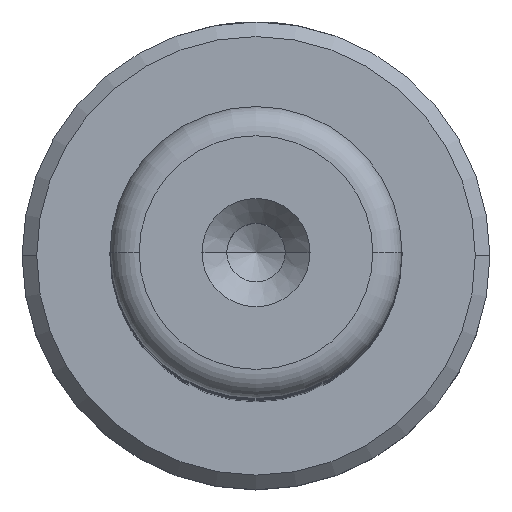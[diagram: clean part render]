
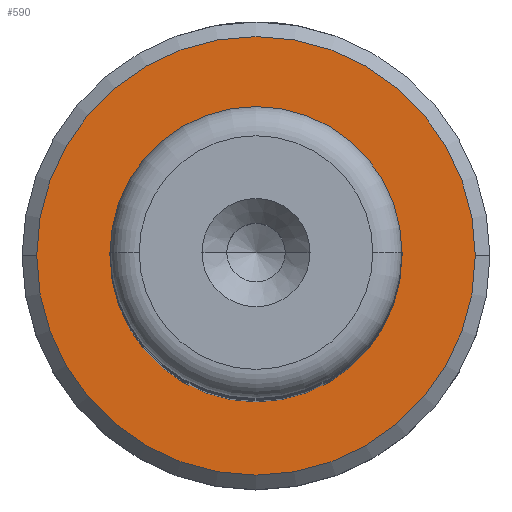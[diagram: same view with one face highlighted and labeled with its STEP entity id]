
A CAD part, top view. The second image highlights one B-rep face of the part: STEP entity #590.
In plain terms, the highlighted planar face has unit normal (0, 0, 1).
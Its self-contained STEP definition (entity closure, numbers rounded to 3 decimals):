
#17 = EDGE_CURVE ( 'NONE', #919, #805, #1222, .T. ) ;
#58 = CIRCLE ( 'NONE', #2441, 4.495 ) ;
#269 = AXIS2_PLACEMENT_3D ( 'NONE', #2123, #821, #2350 ) ;
#483 = CARTESIAN_POINT ( 'NONE',  ( -7.5, 0., 13. ) ) ;
#535 = DIRECTION ( 'NONE',  ( 0., 0., -1. ) ) ;
#588 = CARTESIAN_POINT ( 'NONE',  ( 7.5, 0., 13. ) ) ;
#590 = ADVANCED_FACE ( 'NONE', ( #983, #2717 ), #2618, .T. ) ;
#805 = VERTEX_POINT ( 'NONE', #1233 ) ;
#821 = DIRECTION ( 'NONE',  ( 0., 0., 1. ) ) ;
#847 = VERTEX_POINT ( 'NONE', #588 ) ;
#849 = CARTESIAN_POINT ( 'NONE',  ( 0., 0., 13. ) ) ;
#891 = CARTESIAN_POINT ( 'NONE',  ( 0., 0., 13. ) ) ;
#919 = VERTEX_POINT ( 'NONE', #1819 ) ;
#932 = ORIENTED_EDGE ( 'NONE', *, *, #1394, .T. ) ;
#983 = FACE_OUTER_BOUND ( 'NONE', #2501, .T. ) ;
#1073 = DIRECTION ( 'NONE',  ( -1., 0., 0. ) ) ;
#1139 = EDGE_LOOP ( 'NONE', ( #2745, #2056 ) ) ;
#1153 = CIRCLE ( 'NONE', #269, 7.5 ) ;
#1163 = CARTESIAN_POINT ( 'NONE',  ( 0., 0., 13. ) ) ;
#1183 = AXIS2_PLACEMENT_3D ( 'NONE', #849, #2372, #1073 ) ;
#1200 = AXIS2_PLACEMENT_3D ( 'NONE', #1163, #2687, #1373 ) ;
#1222 = CIRCLE ( 'NONE', #1183, 4.495 ) ;
#1233 = CARTESIAN_POINT ( 'NONE',  ( -4.495, 0., 13. ) ) ;
#1253 = EDGE_CURVE ( 'NONE', #1676, #847, #2415, .T. ) ;
#1311 = ORIENTED_EDGE ( 'NONE', *, *, #1253, .T. ) ;
#1373 = DIRECTION ( 'NONE',  ( 1., 0., 0. ) ) ;
#1394 = EDGE_CURVE ( 'NONE', #847, #1676, #1153, .T. ) ;
#1405 = DIRECTION ( 'NONE',  ( 1., 0., 0. ) ) ;
#1550 = DIRECTION ( 'NONE',  ( 0., 0., 1. ) ) ;
#1676 = VERTEX_POINT ( 'NONE', #483 ) ;
#1819 = CARTESIAN_POINT ( 'NONE',  ( 4.495, 0., 13. ) ) ;
#1834 = CARTESIAN_POINT ( 'NONE',  ( 0., 0., 13. ) ) ;
#2032 = EDGE_CURVE ( 'NONE', #805, #919, #58, .T. ) ;
#2056 = ORIENTED_EDGE ( 'NONE', *, *, #2032, .T. ) ;
#2063 = DIRECTION ( 'NONE',  ( -1., 0., 0. ) ) ;
#2097 = AXIS2_PLACEMENT_3D ( 'NONE', #891, #1550, #1405 ) ;
#2123 = CARTESIAN_POINT ( 'NONE',  ( 0., 0., 13. ) ) ;
#2350 = DIRECTION ( 'NONE',  ( 1., 0., 0. ) ) ;
#2372 = DIRECTION ( 'NONE',  ( 0., 0., -1. ) ) ;
#2415 = CIRCLE ( 'NONE', #1200, 7.5 ) ;
#2441 = AXIS2_PLACEMENT_3D ( 'NONE', #1834, #535, #2063 ) ;
#2501 = EDGE_LOOP ( 'NONE', ( #1311, #932 ) ) ;
#2618 = PLANE ( 'NONE',  #2097 ) ;
#2687 = DIRECTION ( 'NONE',  ( 0., 0., 1. ) ) ;
#2717 = FACE_BOUND ( 'NONE', #1139, .T. ) ;
#2745 = ORIENTED_EDGE ( 'NONE', *, *, #17, .T. ) ;
